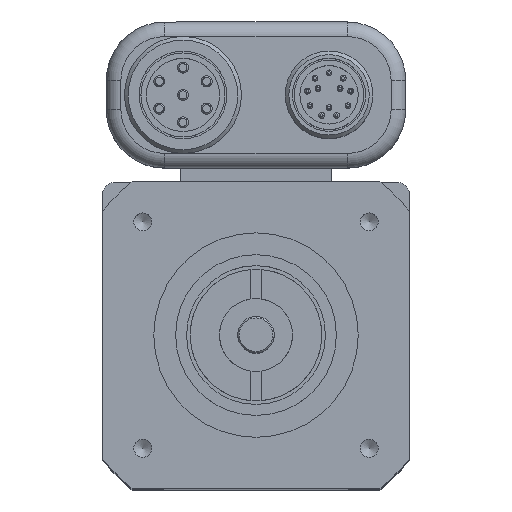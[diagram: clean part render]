
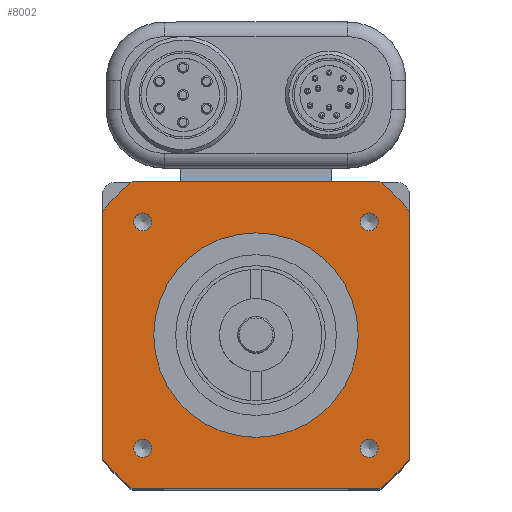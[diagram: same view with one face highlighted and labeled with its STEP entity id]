
A CAD part, top view. The second image highlights one B-rep face of the part: STEP entity #8002.
In plain terms, the highlighted planar face has unit normal (0, 0, 1).
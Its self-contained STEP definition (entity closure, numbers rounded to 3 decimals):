
#552=LINE('',#14191,#946);
#557=LINE('',#14201,#951);
#567=LINE('',#14252,#961);
#569=LINE('',#14263,#963);
#946=VECTOR('',#11402,10.);
#951=VECTOR('',#11409,10.);
#961=VECTOR('',#11469,10.);
#963=VECTOR('',#11487,10.);
#1491=PLANE('',#9051);
#1893=FACE_BOUND('',#3177,.T.);
#1894=FACE_BOUND('',#3178,.T.);
#1895=FACE_BOUND('',#3179,.T.);
#1896=FACE_BOUND('',#3180,.T.);
#1897=FACE_BOUND('',#3181,.T.);
#2411=FACE_OUTER_BOUND('',#3176,.T.);
#3176=EDGE_LOOP('',(#7306,#7307,#7308,#7309,#7310,#7311,#7312,#7313));
#3177=EDGE_LOOP('',(#7314));
#3178=EDGE_LOOP('',(#7315));
#3179=EDGE_LOOP('',(#7316));
#3180=EDGE_LOOP('',(#7317));
#3181=EDGE_LOOP('',(#7318));
#3624=CIRCLE('',#8995,14.);
#3639=CIRCLE('',#9026,1.23);
#3641=CIRCLE('',#9030,1.23);
#3643=CIRCLE('',#9034,1.23);
#3645=CIRCLE('',#9038,1.23);
#3646=CIRCLE('',#9040,27.);
#3647=CIRCLE('',#9043,27.);
#3649=CIRCLE('',#9046,27.);
#3650=CIRCLE('',#9048,27.);
#4328=VERTEX_POINT('',#14134);
#4348=VERTEX_POINT('',#14188);
#4349=VERTEX_POINT('',#14190);
#4352=VERTEX_POINT('',#14198);
#4353=VERTEX_POINT('',#14200);
#4359=VERTEX_POINT('',#14221);
#4361=VERTEX_POINT('',#14227);
#4363=VERTEX_POINT('',#14233);
#4365=VERTEX_POINT('',#14239);
#4366=VERTEX_POINT('',#14242);
#4367=VERTEX_POINT('',#14243);
#4369=VERTEX_POINT('',#14250);
#4370=VERTEX_POINT('',#14259);
#5298=EDGE_CURVE('',#4328,#4328,#3624,.T.);
#5323=EDGE_CURVE('',#4348,#4349,#552,.T.);
#5328=EDGE_CURVE('',#4352,#4353,#557,.T.);
#5338=EDGE_CURVE('',#4359,#4359,#3639,.T.);
#5340=EDGE_CURVE('',#4361,#4361,#3641,.T.);
#5342=EDGE_CURVE('',#4363,#4363,#3643,.T.);
#5344=EDGE_CURVE('',#4365,#4365,#3645,.T.);
#5345=EDGE_CURVE('',#4366,#4367,#3646,.T.);
#5350=EDGE_CURVE('',#4369,#4366,#567,.T.);
#5351=EDGE_CURVE('',#4349,#4369,#3647,.T.);
#5353=EDGE_CURVE('',#4353,#4348,#3649,.T.);
#5354=EDGE_CURVE('',#4370,#4352,#3650,.T.);
#5356=EDGE_CURVE('',#4367,#4370,#569,.T.);
#7306=ORIENTED_EDGE('',*,*,#5356,.F.);
#7307=ORIENTED_EDGE('',*,*,#5345,.F.);
#7308=ORIENTED_EDGE('',*,*,#5350,.F.);
#7309=ORIENTED_EDGE('',*,*,#5351,.F.);
#7310=ORIENTED_EDGE('',*,*,#5323,.F.);
#7311=ORIENTED_EDGE('',*,*,#5353,.F.);
#7312=ORIENTED_EDGE('',*,*,#5328,.F.);
#7313=ORIENTED_EDGE('',*,*,#5354,.F.);
#7314=ORIENTED_EDGE('',*,*,#5298,.T.);
#7315=ORIENTED_EDGE('',*,*,#5338,.T.);
#7316=ORIENTED_EDGE('',*,*,#5340,.T.);
#7317=ORIENTED_EDGE('',*,*,#5342,.T.);
#7318=ORIENTED_EDGE('',*,*,#5344,.T.);
#8002=ADVANCED_FACE('',(#2411,#1893,#1894,#1895,#1896,#1897),#1491,.T.);
#8995=AXIS2_PLACEMENT_3D('',#14135,#11346,#11347);
#9026=AXIS2_PLACEMENT_3D('',#14222,#11433,#11434);
#9030=AXIS2_PLACEMENT_3D('',#14228,#11441,#11442);
#9034=AXIS2_PLACEMENT_3D('',#14234,#11449,#11450);
#9038=AXIS2_PLACEMENT_3D('',#14240,#11457,#11458);
#9040=AXIS2_PLACEMENT_3D('',#14244,#11461,#11462);
#9043=AXIS2_PLACEMENT_3D('',#14254,#11472,#11473);
#9046=AXIS2_PLACEMENT_3D('',#14257,#11478,#11479);
#9048=AXIS2_PLACEMENT_3D('',#14260,#11482,#11483);
#9051=AXIS2_PLACEMENT_3D('',#14265,#11490,#11491);
#11346=DIRECTION('center_axis',(0.,0.,
-1.));
#11347=DIRECTION('ref_axis',(0.,1.,0.));
#11402=DIRECTION('',(-1.,0.,0.));
#11409=DIRECTION('',(0.,-1.,0.));
#11433=DIRECTION('center_axis',(0.,0.,
-1.));
#11434=DIRECTION('ref_axis',(0.,-1.,0.));
#11441=DIRECTION('center_axis',(0.,0.,
-1.));
#11442=DIRECTION('ref_axis',(0.,-1.,0.));
#11449=DIRECTION('center_axis',(0.,0.,
-1.));
#11450=DIRECTION('ref_axis',(0.,-1.,0.));
#11457=DIRECTION('center_axis',(0.,0.,
-1.));
#11458=DIRECTION('ref_axis',(0.,-1.,0.));
#11461=DIRECTION('center_axis',(0.,0.,
-1.));
#11462=DIRECTION('ref_axis',(-0.778,0.629,0.));
#11469=DIRECTION('',(0.,1.,0.));
#11472=DIRECTION('center_axis',(0.,0.,
-1.));
#11473=DIRECTION('ref_axis',(-0.629,-0.778,0.));
#11478=DIRECTION('center_axis',(0.,0.,
-1.));
#11479=DIRECTION('ref_axis',(0.778,-0.629,0.));
#11482=DIRECTION('center_axis',(0.,0.,
-1.));
#11483=DIRECTION('ref_axis',(0.629,0.778,0.));
#11487=DIRECTION('',(1.,0.,0.));
#11490=DIRECTION('center_axis',(0.,0.,
1.));
#11491=DIRECTION('ref_axis',(-1.,0.,0.));
#14134=CARTESIAN_POINT('',(-2.233,-55.671,13.984));
#14135=CARTESIAN_POINT('Origin',(-2.233,-41.671,13.984));
#14188=CARTESIAN_POINT('',(14.738,-62.671,13.984));
#14190=CARTESIAN_POINT('',(-19.203,-62.671,13.984));
#14191=CARTESIAN_POINT('',(14.738,-62.671,13.984));
#14198=CARTESIAN_POINT('',(18.767,-24.701,13.984));
#14200=CARTESIAN_POINT('',(18.767,-58.642,13.984));
#14201=CARTESIAN_POINT('',(18.767,-24.701,13.984));
#14221=CARTESIAN_POINT('',(-17.733,-58.401,13.984));
#14222=CARTESIAN_POINT('Origin',(-17.733,-57.171,13.984));
#14227=CARTESIAN_POINT('',(13.267,-27.401,13.984));
#14228=CARTESIAN_POINT('Origin',(13.267,-26.171,13.984));
#14233=CARTESIAN_POINT('',(-17.733,-27.401,13.984));
#14234=CARTESIAN_POINT('Origin',(-17.733,-26.171,13.984));
#14239=CARTESIAN_POINT('',(13.267,-58.401,13.984));
#14240=CARTESIAN_POINT('Origin',(13.267,-57.171,13.984));
#14242=CARTESIAN_POINT('',(-23.233,-24.701,13.984));
#14243=CARTESIAN_POINT('',(-19.203,-20.671,13.984));
#14244=CARTESIAN_POINT('Origin',(-2.233,-41.671,13.984));
#14250=CARTESIAN_POINT('',(-23.233,-58.642,13.984));
#14252=CARTESIAN_POINT('',(-23.233,-58.642,13.984));
#14254=CARTESIAN_POINT('Origin',(-2.233,-41.671,13.984));
#14257=CARTESIAN_POINT('Origin',(-2.233,-41.671,13.984));
#14259=CARTESIAN_POINT('',(14.738,-20.671,13.984));
#14260=CARTESIAN_POINT('Origin',(-2.233,-41.671,13.984));
#14263=CARTESIAN_POINT('',(-19.203,-20.671,13.984));
#14265=CARTESIAN_POINT('Origin',(7.77,-31.668,13.984));
